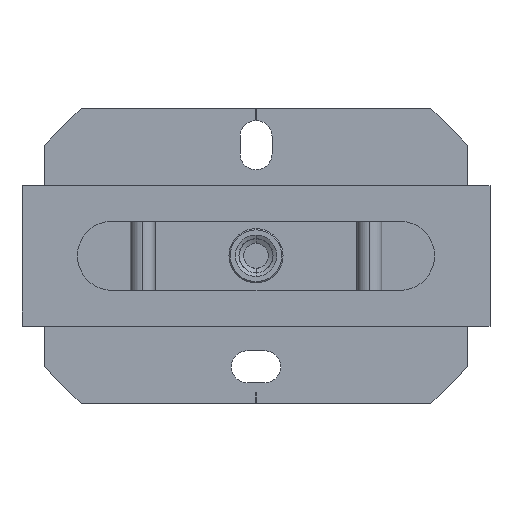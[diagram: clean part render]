
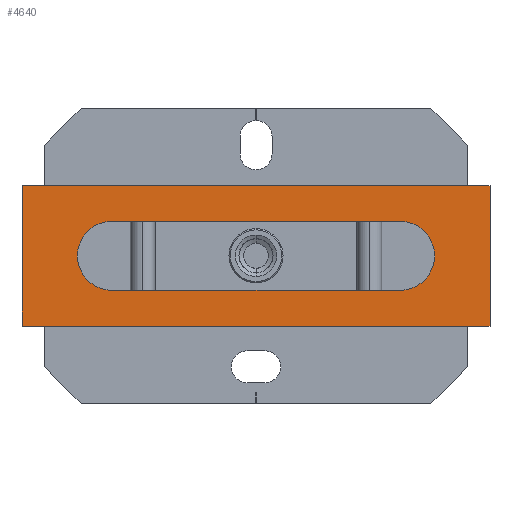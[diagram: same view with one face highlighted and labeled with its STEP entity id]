
A CAD part, top view. The second image highlights one B-rep face of the part: STEP entity #4640.
In plain terms, the highlighted planar face has unit normal (0, 0, 1).
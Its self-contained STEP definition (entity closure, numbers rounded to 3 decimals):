
#249 = CIRCLE ( 'NONE', #7105, 14. ) ;
#291 = DIRECTION ( 'NONE',  ( -1., 0., 0. ) ) ;
#319 = DIRECTION ( 'NONE',  ( 0., -1., 0. ) ) ;
#335 = LINE ( 'NONE', #6424, #7981 ) ;
#346 = CARTESIAN_POINT ( 'NONE',  ( 95., -28.5, 39.5 ) ) ;
#368 = FACE_OUTER_BOUND ( 'NONE', #1363, .T. ) ;
#439 = EDGE_CURVE ( 'NONE', #1041, #3316, #335, .T. ) ;
#465 = VECTOR ( 'NONE', #291, 1000. ) ;
#470 = DIRECTION ( 'NONE',  ( 0., 0., -1. ) ) ;
#580 = DIRECTION ( 'NONE',  ( 0., 0., -1. ) ) ;
#705 = LINE ( 'NONE', #6064, #2815 ) ;
#873 = ORIENTED_EDGE ( 'NONE', *, *, #9914, .T. ) ;
#956 = DIRECTION ( 'NONE',  ( 1., 0., 0. ) ) ;
#975 = ORIENTED_EDGE ( 'NONE', *, *, #9781, .T. ) ;
#1041 = VERTEX_POINT ( 'NONE', #8186 ) ;
#1268 = EDGE_CURVE ( 'NONE', #6928, #1601, #7250, .T. ) ;
#1363 = EDGE_LOOP ( 'NONE', ( #3304, #873, #4581, #2150 ) ) ;
#1546 = VERTEX_POINT ( 'NONE', #2211 ) ;
#1601 = VERTEX_POINT ( 'NONE', #8062 ) ;
#1665 = EDGE_CURVE ( 'NONE', #1546, #6928, #7971, .T. ) ;
#2009 = VECTOR ( 'NONE', #956, 1000. ) ;
#2150 = ORIENTED_EDGE ( 'NONE', *, *, #8523, .T. ) ;
#2211 = CARTESIAN_POINT ( 'NONE',  ( 58.5, 14., 39.5 ) ) ;
#2394 = VERTEX_POINT ( 'NONE', #346 ) ;
#2454 = ORIENTED_EDGE ( 'NONE', *, *, #1665, .T. ) ;
#2531 = VERTEX_POINT ( 'NONE', #4355 ) ;
#2815 = VECTOR ( 'NONE', #7556, 1000. ) ;
#2841 = CARTESIAN_POINT ( 'NONE',  ( 58.5, -14., 39.5 ) ) ;
#3226 = DIRECTION ( 'NONE',  ( 0., 0., -1. ) ) ;
#3304 = ORIENTED_EDGE ( 'NONE', *, *, #6650, .T. ) ;
#3316 = VERTEX_POINT ( 'NONE', #8718 ) ;
#3325 = CARTESIAN_POINT ( 'NONE',  ( 58.5, 0., 39.5 ) ) ;
#3904 = CARTESIAN_POINT ( 'NONE',  ( -58.5, 14., 39.5 ) ) ;
#3977 = VECTOR ( 'NONE', #4651, 1000. ) ;
#4355 = CARTESIAN_POINT ( 'NONE',  ( -58.5, 14., 39.5 ) ) ;
#4495 = CARTESIAN_POINT ( 'NONE',  ( -58.5, 0., 39.5 ) ) ;
#4581 = ORIENTED_EDGE ( 'NONE', *, *, #439, .F. ) ;
#4640 = ADVANCED_FACE ( 'NONE', ( #6750, #368 ), #8874, .F. ) ;
#4651 = DIRECTION ( 'NONE',  ( -1., 0., 0. ) ) ;
#4781 = LINE ( 'NONE', #3904, #2009 ) ;
#4926 = DIRECTION ( 'NONE',  ( 0., 1., 0. ) ) ;
#5023 = EDGE_LOOP ( 'NONE', ( #975, #5126, #2454, #9679 ) ) ;
#5126 = ORIENTED_EDGE ( 'NONE', *, *, #8595, .T. ) ;
#5509 = AXIS2_PLACEMENT_3D ( 'NONE', #3325, #3226, #7859 ) ;
#6047 = DIRECTION ( 'NONE',  ( 0., 1., 0. ) ) ;
#6064 = CARTESIAN_POINT ( 'NONE',  ( -95., -28.5, 39.5 ) ) ;
#6424 = CARTESIAN_POINT ( 'NONE',  ( -95., -28.5, 39.5 ) ) ;
#6430 = CARTESIAN_POINT ( 'NONE',  ( 58.5, -14., 39.5 ) ) ;
#6650 = EDGE_CURVE ( 'NONE', #2394, #8447, #6863, .T. ) ;
#6750 = FACE_BOUND ( 'NONE', #5023, .T. ) ;
#6863 = LINE ( 'NONE', #8453, #9531 ) ;
#6928 = VERTEX_POINT ( 'NONE', #2841 ) ;
#7017 = DIRECTION ( 'NONE',  ( 0., 1., 0. ) ) ;
#7105 = AXIS2_PLACEMENT_3D ( 'NONE', #4495, #580, #6047 ) ;
#7250 = LINE ( 'NONE', #6430, #465 ) ;
#7556 = DIRECTION ( 'NONE',  ( 1., 0., 0. ) ) ;
#7859 = DIRECTION ( 'NONE',  ( 0., 1., 0. ) ) ;
#7971 = CIRCLE ( 'NONE', #5509, 14. ) ;
#7981 = VECTOR ( 'NONE', #4926, 1000. ) ;
#8062 = CARTESIAN_POINT ( 'NONE',  ( -58.5, -14., 39.5 ) ) ;
#8186 = CARTESIAN_POINT ( 'NONE',  ( -95., -28.5, 39.5 ) ) ;
#8250 = CARTESIAN_POINT ( 'NONE',  ( -95., -28.5, 39.5 ) ) ;
#8447 = VERTEX_POINT ( 'NONE', #10083 ) ;
#8453 = CARTESIAN_POINT ( 'NONE',  ( 95., -28.5, 39.5 ) ) ;
#8523 = EDGE_CURVE ( 'NONE', #1041, #2394, #705, .T. ) ;
#8595 = EDGE_CURVE ( 'NONE', #2531, #1546, #4781, .T. ) ;
#8619 = LINE ( 'NONE', #9345, #3977 ) ;
#8679 = AXIS2_PLACEMENT_3D ( 'NONE', #8250, #470, #319 ) ;
#8718 = CARTESIAN_POINT ( 'NONE',  ( -95., 28.5, 39.5 ) ) ;
#8874 = PLANE ( 'NONE',  #8679 ) ;
#9345 = CARTESIAN_POINT ( 'NONE',  ( 95., 28.5, 39.5 ) ) ;
#9531 = VECTOR ( 'NONE', #7017, 1000. ) ;
#9679 = ORIENTED_EDGE ( 'NONE', *, *, #1268, .T. ) ;
#9781 = EDGE_CURVE ( 'NONE', #1601, #2531, #249, .T. ) ;
#9914 = EDGE_CURVE ( 'NONE', #8447, #3316, #8619, .T. ) ;
#10083 = CARTESIAN_POINT ( 'NONE',  ( 95., 28.5, 39.5 ) ) ;
